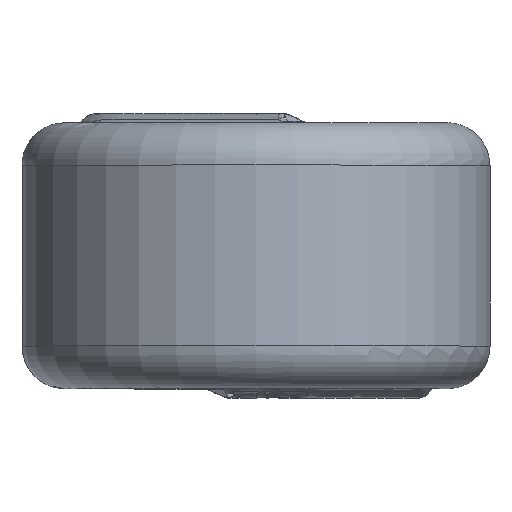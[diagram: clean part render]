
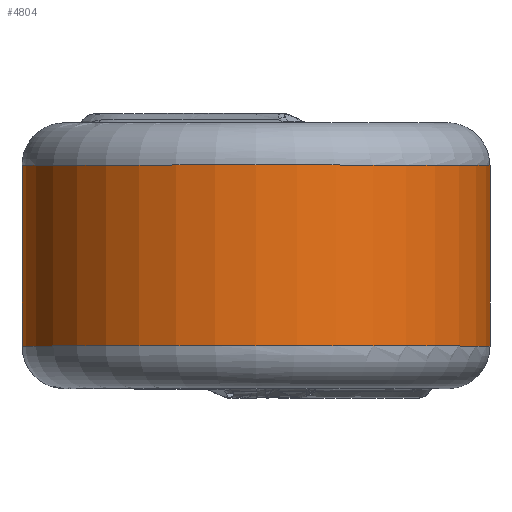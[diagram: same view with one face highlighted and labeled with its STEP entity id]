
A CAD part, top view. The second image highlights one B-rep face of the part: STEP entity #4804.
In plain terms, the highlighted cylindrical face has radius 5.5 mm (diameter 11 mm), a full revolution.
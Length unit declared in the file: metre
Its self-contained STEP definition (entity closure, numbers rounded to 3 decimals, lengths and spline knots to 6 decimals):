
#42=CIRCLE('',#5009,0.0055);
#43=CIRCLE('',#5012,0.0055);
#87=CYLINDRICAL_SURFACE('',#5013,0.0055);
#955=ORIENTED_EDGE('',*,*,#1935,.T.);
#956=ORIENTED_EDGE('',*,*,#1928,.F.);
#1928=EDGE_CURVE('',#2417,#2417,#42,.T.);
#1935=EDGE_CURVE('',#2422,#2422,#43,.T.);
#2417=VERTEX_POINT('',#7853);
#2422=VERTEX_POINT('',#7904);
#2843=EDGE_LOOP('',(#955));
#2844=EDGE_LOOP('',(#956));
#3072=FACE_BOUND('',#2843,.T.);
#3073=FACE_BOUND('',#2844,.T.);
#4804=ADVANCED_FACE('',(#3072,#3073),#87,.T.);
#5009=AXIS2_PLACEMENT_3D('',#7852,#5294,#5295);
#5012=AXIS2_PLACEMENT_3D('',#7903,#5301,#5302);
#5013=AXIS2_PLACEMENT_3D('',#7905,#5303,#5304);
#5294=DIRECTION('',(0.,1.,0.));
#5295=DIRECTION('',(0.,0.,1.));
#5301=DIRECTION('',(0.,1.,0.));
#5302=DIRECTION('',(0.,0.,1.));
#5303=DIRECTION('',(0.,1.,0.));
#5304=DIRECTION('',(0.,0.,1.));
#7852=CARTESIAN_POINT('',(0.,0.002125,0.));
#7853=CARTESIAN_POINT('',(0.,0.002125,0.0055));
#7903=CARTESIAN_POINT('',(0.,-0.002125,0.));
#7904=CARTESIAN_POINT('',(0.,-0.002125,0.0055));
#7905=CARTESIAN_POINT('',(0.,-0.003125,0.));
